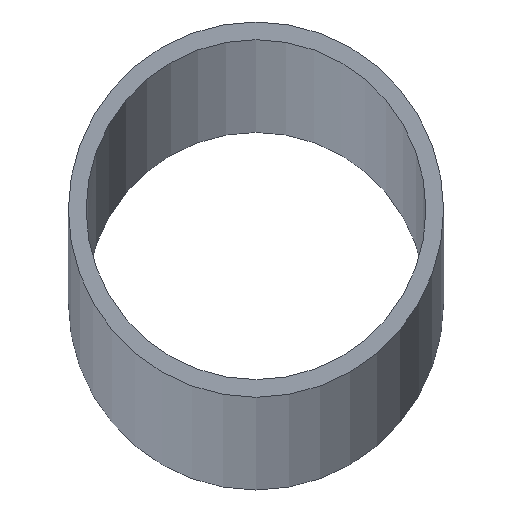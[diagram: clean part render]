
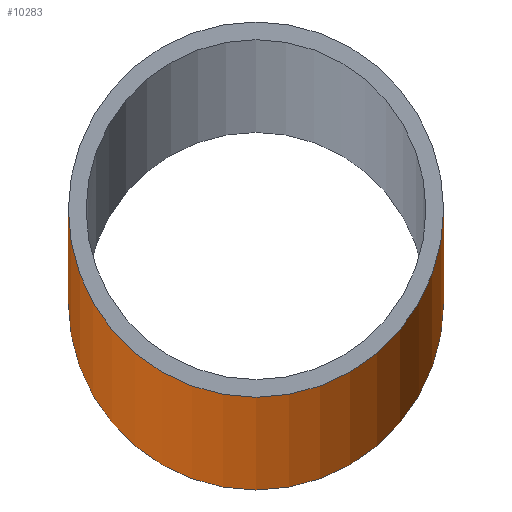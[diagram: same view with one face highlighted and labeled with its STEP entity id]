
A CAD part, top view. The second image highlights one B-rep face of the part: STEP entity #10283.
In plain terms, the highlighted cylindrical face has radius 21.2 mm (diameter 42.4 mm), a full revolution.
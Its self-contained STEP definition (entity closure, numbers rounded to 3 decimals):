
#44 = AXIS2_PLACEMENT_3D ( 'NONE', #2397, #11774, #5298 ) ;
#74 = CARTESIAN_POINT ( 'NONE',  ( 0., 0., -3000. ) ) ;
#1286 = VERTEX_POINT ( 'NONE', #7169 ) ;
#1579 = EDGE_LOOP ( 'NONE', ( #7954 ) ) ;
#2397 = CARTESIAN_POINT ( 'NONE',  ( 0., 0., 3000. ) ) ;
#2580 = DIRECTION ( 'NONE',  ( 1., 0., 0. ) ) ;
#3444 = CYLINDRICAL_SURFACE ( 'NONE', #44, 21.2 ) ;
#4180 = EDGE_CURVE ( 'NONE', #1286, #1286, #11011, .T. ) ;
#4933 = AXIS2_PLACEMENT_3D ( 'NONE', #74, #10469, #5779 ) ;
#5298 = DIRECTION ( 'NONE',  ( -1., 0., 0. ) ) ;
#5385 = CARTESIAN_POINT ( 'NONE',  ( 21.2, 0., -3000. ) ) ;
#5552 = CARTESIAN_POINT ( 'NONE',  ( 0., 0., 3000. ) ) ;
#5779 = DIRECTION ( 'NONE',  ( 1., 0., 0. ) ) ;
#6226 = ORIENTED_EDGE ( 'NONE', *, *, #4180, .F. ) ;
#6257 = EDGE_CURVE ( 'NONE', #11046, #11046, #7593, .T. ) ;
#7169 = CARTESIAN_POINT ( 'NONE',  ( 21.2, 0., 3000. ) ) ;
#7279 = FACE_OUTER_BOUND ( 'NONE', #1579, .T. ) ;
#7299 = DIRECTION ( 'NONE',  ( 0., 0., 1. ) ) ;
#7593 = CIRCLE ( 'NONE', #4933, 21.2 ) ;
#7954 = ORIENTED_EDGE ( 'NONE', *, *, #6257, .T. ) ;
#10283 = ADVANCED_FACE ( 'NONE', ( #10957, #7279 ), #3444, .T. ) ;
#10469 = DIRECTION ( 'NONE',  ( 0., 0., 1. ) ) ;
#10957 = FACE_OUTER_BOUND ( 'NONE', #12006, .T. ) ;
#11011 = CIRCLE ( 'NONE', #11805, 21.2 ) ;
#11046 = VERTEX_POINT ( 'NONE', #5385 ) ;
#11774 = DIRECTION ( 'NONE',  ( 0., 0., -1. ) ) ;
#11805 = AXIS2_PLACEMENT_3D ( 'NONE', #5552, #7299, #2580 ) ;
#12006 = EDGE_LOOP ( 'NONE', ( #6226 ) ) ;
